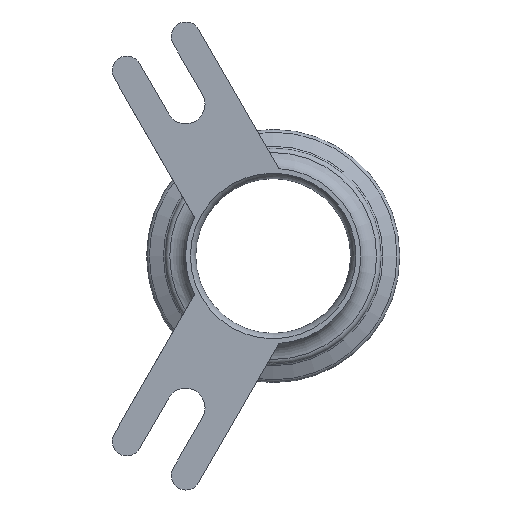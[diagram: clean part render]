
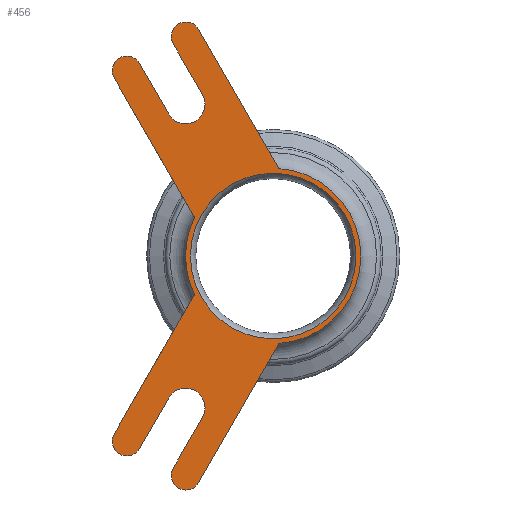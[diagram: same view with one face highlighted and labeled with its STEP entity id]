
A CAD part, front view. The second image highlights one B-rep face of the part: STEP entity #456.
In plain terms, the highlighted planar face has unit normal (0, -1, 0).
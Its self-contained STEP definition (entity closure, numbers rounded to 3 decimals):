
#17=FACE_BOUND('',#105,.T.);
#28=CIRCLE('',#490,1.);
#30=CIRCLE('',#494,0.75);
#32=CIRCLE('',#499,0.75);
#38=CIRCLE('',#507,4.5);
#40=CIRCLE('',#509,4.5);
#41=CIRCLE('',#511,0.75);
#42=CIRCLE('',#512,1.);
#43=CIRCLE('',#513,0.75);
#44=CIRCLE('',#514,4.25);
#77=FACE_OUTER_BOUND('',#104,.T.);
#104=EDGE_LOOP('',(#348,#349,#350,#351,#352,#353,#354,#355,#356,#357,#358,
#359,#360,#361,#362,#363));
#105=EDGE_LOOP('',(#364));
#124=LINE('',#703,#156);
#129=LINE('',#717,#161);
#133=LINE('',#729,#165);
#135=LINE('',#743,#167);
#138=LINE('',#792,#170);
#139=LINE('',#796,#171);
#140=LINE('',#800,#172);
#141=LINE('',#803,#173);
#156=VECTOR('',#551,10.);
#161=VECTOR('',#564,10.);
#165=VECTOR('',#576,10.);
#167=VECTOR('',#580,10.);
#170=VECTOR('',#609,10.);
#171=VECTOR('',#612,10.);
#172=VECTOR('',#615,10.);
#173=VECTOR('',#618,10.);
#188=VERTEX_POINT('',#701);
#189=VERTEX_POINT('',#702);
#192=VERTEX_POINT('',#710);
#194=VERTEX_POINT('',#716);
#196=VERTEX_POINT('',#722);
#198=VERTEX_POINT('',#728);
#200=VERTEX_POINT('',#741);
#201=VERTEX_POINT('',#742);
#206=VERTEX_POINT('',#767);
#209=VERTEX_POINT('',#780);
#210=VERTEX_POINT('',#791);
#211=VERTEX_POINT('',#793);
#212=VERTEX_POINT('',#795);
#213=VERTEX_POINT('',#797);
#214=VERTEX_POINT('',#799);
#215=VERTEX_POINT('',#801);
#216=VERTEX_POINT('',#804);
#231=EDGE_CURVE('',#188,#189,#124,.T.);
#235=EDGE_CURVE('',#192,#188,#28,.T.);
#238=EDGE_CURVE('',#192,#194,#129,.T.);
#241=EDGE_CURVE('',#194,#196,#30,.T.);
#244=EDGE_CURVE('',#196,#198,#133,.T.);
#247=EDGE_CURVE('',#200,#201,#135,.T.);
#251=EDGE_CURVE('',#200,#189,#32,.T.);
#257=EDGE_CURVE('',#206,#198,#38,.T.);
#261=EDGE_CURVE('',#201,#209,#40,.T.);
#262=EDGE_CURVE('',#210,#209,#138,.T.);
#263=EDGE_CURVE('',#210,#211,#41,.T.);
#264=EDGE_CURVE('',#212,#211,#139,.T.);
#265=EDGE_CURVE('',#213,#212,#42,.T.);
#266=EDGE_CURVE('',#213,#214,#140,.T.);
#267=EDGE_CURVE('',#214,#215,#43,.T.);
#268=EDGE_CURVE('',#215,#206,#141,.T.);
#269=EDGE_CURVE('',#216,#216,#44,.T.);
#348=ORIENTED_EDGE('',*,*,#262,.F.);
#349=ORIENTED_EDGE('',*,*,#263,.T.);
#350=ORIENTED_EDGE('',*,*,#264,.F.);
#351=ORIENTED_EDGE('',*,*,#265,.F.);
#352=ORIENTED_EDGE('',*,*,#266,.T.);
#353=ORIENTED_EDGE('',*,*,#267,.T.);
#354=ORIENTED_EDGE('',*,*,#268,.T.);
#355=ORIENTED_EDGE('',*,*,#257,.T.);
#356=ORIENTED_EDGE('',*,*,#244,.F.);
#357=ORIENTED_EDGE('',*,*,#241,.F.);
#358=ORIENTED_EDGE('',*,*,#238,.F.);
#359=ORIENTED_EDGE('',*,*,#235,.T.);
#360=ORIENTED_EDGE('',*,*,#231,.T.);
#361=ORIENTED_EDGE('',*,*,#251,.F.);
#362=ORIENTED_EDGE('',*,*,#247,.T.);
#363=ORIENTED_EDGE('',*,*,#261,.T.);
#364=ORIENTED_EDGE('',*,*,#269,.F.);
#440=PLANE('',#510);
#456=ADVANCED_FACE('',(#77,#17),#440,.T.);
#490=AXIS2_PLACEMENT_3D('',#711,#557,#558);
#494=AXIS2_PLACEMENT_3D('',#723,#569,#570);
#499=AXIS2_PLACEMENT_3D('',#757,#585,#586);
#507=AXIS2_PLACEMENT_3D('',#768,#601,#602);
#509=AXIS2_PLACEMENT_3D('',#789,#605,#606);
#510=AXIS2_PLACEMENT_3D('',#790,#607,#608);
#511=AXIS2_PLACEMENT_3D('',#794,#610,#611);
#512=AXIS2_PLACEMENT_3D('',#798,#613,#614);
#513=AXIS2_PLACEMENT_3D('',#802,#616,#617);
#514=AXIS2_PLACEMENT_3D('',#805,#619,#620);
#551=DIRECTION('',(-0.5,0.,0.866));
#557=DIRECTION('center_axis',(0.,1.,0.));
#558=DIRECTION('ref_axis',(0.5,0.,-0.866));
#564=DIRECTION('',(-0.5,0.,0.866));
#569=DIRECTION('center_axis',(0.,1.,0.));
#570=DIRECTION('ref_axis',(-0.866,0.,-0.5));
#576=DIRECTION('',(0.5,0.,-0.866));
#580=DIRECTION('',(0.5,0.,-0.866));
#585=DIRECTION('center_axis',(0.,1.,0.));
#586=DIRECTION('ref_axis',(-0.866,0.,-0.5));
#601=DIRECTION('center_axis',(0.,-1.,0.));
#602=DIRECTION('ref_axis',(1.,0.,0.));
#605=DIRECTION('center_axis',(0.,-1.,0.));
#606=DIRECTION('ref_axis',(1.,0.,0.));
#607=DIRECTION('center_axis',(0.,-1.,0.));
#608=DIRECTION('ref_axis',(1.,0.,0.));
#609=DIRECTION('',(0.5,0.,0.866));
#610=DIRECTION('center_axis',(0.,-1.,0.));
#611=DIRECTION('ref_axis',(-0.866,0.,0.5));
#612=DIRECTION('',(-0.5,0.,-0.866));
#613=DIRECTION('center_axis',(0.,-1.,0.));
#614=DIRECTION('ref_axis',(0.5,0.,0.866));
#615=DIRECTION('',(-0.5,0.,-0.866));
#616=DIRECTION('center_axis',(0.,-1.,0.));
#617=DIRECTION('ref_axis',(-0.866,0.,0.5));
#618=DIRECTION('',(0.5,0.,0.866));
#619=DIRECTION('center_axis',(0.,-1.,0.));
#620=DIRECTION('ref_axis',(1.,0.,0.));
#701=CARTESIAN_POINT('',(-5.366,0.031,81.65));
#702=CARTESIAN_POINT('',(-6.866,0.031,84.248));
#703=CARTESIAN_POINT('',(-5.366,0.031,81.65));
#710=CARTESIAN_POINT('',(-3.634,0.031,82.65));
#711=CARTESIAN_POINT('Origin',(-4.5,0.031,82.15));
#716=CARTESIAN_POINT('',(-5.134,0.031,85.248));
#717=CARTESIAN_POINT('',(-3.634,0.031,82.65));
#722=CARTESIAN_POINT('',(-3.835,0.031,85.998));
#723=CARTESIAN_POINT('Origin',(-4.484,0.031,85.623));
#728=CARTESIAN_POINT('',(0.294,0.031,78.846));
#729=CARTESIAN_POINT('',(-3.835,0.031,85.998));
#741=CARTESIAN_POINT('',(-8.165,0.031,83.498));
#742=CARTESIAN_POINT('',(-4.036,0.031,76.346));
#743=CARTESIAN_POINT('',(-8.165,0.031,83.498));
#757=CARTESIAN_POINT('Origin',(-7.516,0.031,83.873));
#767=CARTESIAN_POINT('',(0.294,0.031,69.865));
#768=CARTESIAN_POINT('Origin',(0.,0.031,74.355));
#780=CARTESIAN_POINT('',(-4.036,0.031,72.365));
#789=CARTESIAN_POINT('Origin',(0.,0.031,74.355));
#790=CARTESIAN_POINT('Origin',(-4.675,0.031,66.157));
#791=CARTESIAN_POINT('',(-8.165,0.031,65.213));
#792=CARTESIAN_POINT('',(-8.165,0.031,65.213));
#793=CARTESIAN_POINT('',(-6.866,0.031,64.463));
#794=CARTESIAN_POINT('Origin',(-7.516,0.031,64.838));
#795=CARTESIAN_POINT('',(-5.366,0.031,67.061));
#796=CARTESIAN_POINT('',(-5.366,0.031,67.061));
#797=CARTESIAN_POINT('',(-3.634,0.031,66.061));
#798=CARTESIAN_POINT('Origin',(-4.5,0.031,66.561));
#799=CARTESIAN_POINT('',(-5.134,0.031,63.463));
#800=CARTESIAN_POINT('',(-3.634,0.031,66.061));
#801=CARTESIAN_POINT('',(-3.835,0.031,62.713));
#802=CARTESIAN_POINT('Origin',(-4.484,0.031,63.088));
#803=CARTESIAN_POINT('',(-3.835,0.031,62.713));
#804=CARTESIAN_POINT('',(0.,0.031,78.605));
#805=CARTESIAN_POINT('Origin',(0.,0.031,74.355));
